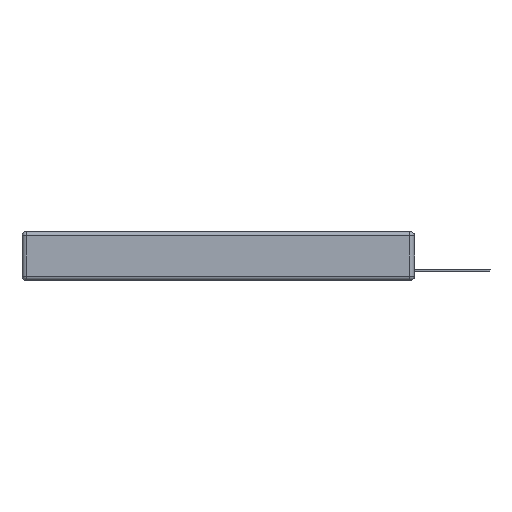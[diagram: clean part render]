
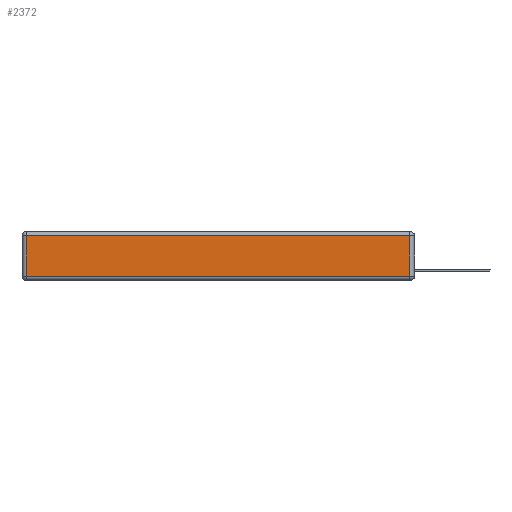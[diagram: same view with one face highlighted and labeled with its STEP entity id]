
A CAD part, left-side view. The second image highlights one B-rep face of the part: STEP entity #2372.
In plain terms, the highlighted planar face has unit normal (-1, 0, 0).
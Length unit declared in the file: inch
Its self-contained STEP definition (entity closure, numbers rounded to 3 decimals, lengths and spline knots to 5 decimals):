
#23 = VERTEX_POINT ( 'NONE', #11367 ) ;
#429 = EDGE_CURVE ( 'NONE', #5546, #13060, #10363, .T. ) ;
#827 = EDGE_LOOP ( 'NONE', ( #10679, #12106, #6658, #3287 ) ) ;
#1822 = CARTESIAN_POINT ( 'NONE',  ( 0., 0., -0.343 ) ) ;
#2372 = ADVANCED_FACE ( 'NONE', ( #9751 ), #7754, .T. ) ;
#2686 = DIRECTION ( 'NONE',  ( -1., 0., 0. ) ) ;
#3287 = ORIENTED_EDGE ( 'NONE', *, *, #4490, .T. ) ;
#4371 = VERTEX_POINT ( 'NONE', #7525 ) ;
#4490 = EDGE_CURVE ( 'NONE', #13060, #23, #4935, .T. ) ;
#4600 = VECTOR ( 'NONE', #12998, 39.37008 ) ;
#4935 = LINE ( 'NONE', #5979, #4600 ) ;
#5054 = VECTOR ( 'NONE', #5323, 39.37008 ) ;
#5173 = AXIS2_PLACEMENT_3D ( 'NONE', #1822, #2686, #9880 ) ;
#5323 = DIRECTION ( 'NONE',  ( 0., 1., 0. ) ) ;
#5546 = VERTEX_POINT ( 'NONE', #8052 ) ;
#5873 = VECTOR ( 'NONE', #9191, 39.37008 ) ;
#5979 = CARTESIAN_POINT ( 'NONE',  ( 0., 2.72, -0.343 ) ) ;
#6363 = CARTESIAN_POINT ( 'NONE',  ( 0., 2.72, -0.03 ) ) ;
#6658 = ORIENTED_EDGE ( 'NONE', *, *, #429, .T. ) ;
#6904 = EDGE_CURVE ( 'NONE', #23, #4371, #8067, .T. ) ;
#7067 = CARTESIAN_POINT ( 'NONE',  ( 0., 0., -0.313 ) ) ;
#7409 = LINE ( 'NONE', #9331, #5873 ) ;
#7525 = CARTESIAN_POINT ( 'NONE',  ( 0., 0.03, -0.313 ) ) ;
#7754 = PLANE ( 'NONE',  #5173 ) ;
#8006 = DIRECTION ( 'NONE',  ( 0., -1., 0. ) ) ;
#8052 = CARTESIAN_POINT ( 'NONE',  ( 0., 0.03, -0.03 ) ) ;
#8067 = LINE ( 'NONE', #7067, #8771 ) ;
#8771 = VECTOR ( 'NONE', #8006, 39.37008 ) ;
#9191 = DIRECTION ( 'NONE',  ( 0., 0., 1. ) ) ;
#9331 = CARTESIAN_POINT ( 'NONE',  ( 0., 0.03, -0.343 ) ) ;
#9546 = EDGE_CURVE ( 'NONE', #4371, #5546, #7409, .T. ) ;
#9751 = FACE_OUTER_BOUND ( 'NONE', #827, .T. ) ;
#9880 = DIRECTION ( 'NONE',  ( 0., 0., 1. ) ) ;
#10294 = CARTESIAN_POINT ( 'NONE',  ( 0., 2.75, -0.03 ) ) ;
#10363 = LINE ( 'NONE', #10294, #5054 ) ;
#10679 = ORIENTED_EDGE ( 'NONE', *, *, #6904, .T. ) ;
#11367 = CARTESIAN_POINT ( 'NONE',  ( 0., 2.72, -0.313 ) ) ;
#12106 = ORIENTED_EDGE ( 'NONE', *, *, #9546, .T. ) ;
#12998 = DIRECTION ( 'NONE',  ( 0., 0., -1. ) ) ;
#13060 = VERTEX_POINT ( 'NONE', #6363 ) ;
